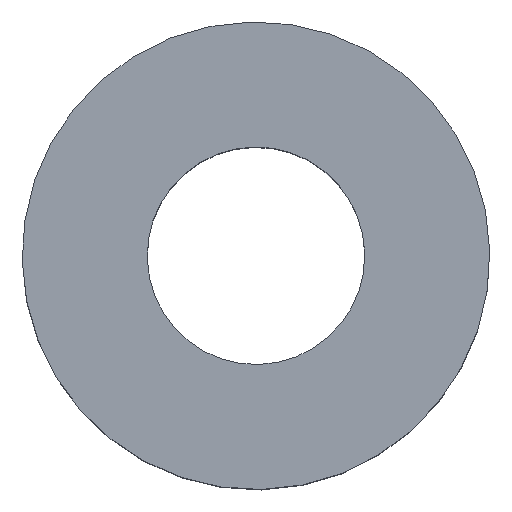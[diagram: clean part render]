
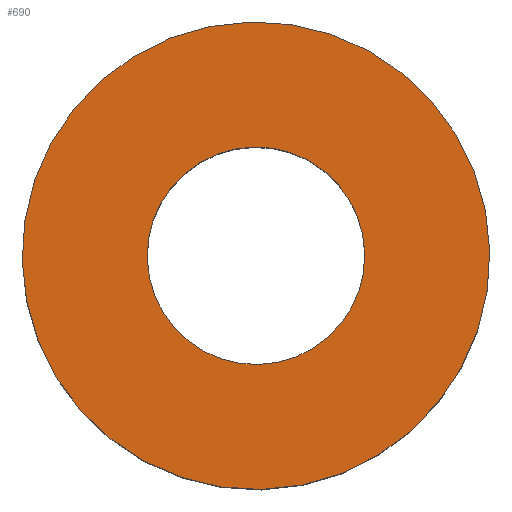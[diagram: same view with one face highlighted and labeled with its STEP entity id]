
A CAD part, top view. The second image highlights one B-rep face of the part: STEP entity #690.
In plain terms, the highlighted planar face has unit normal (0, 0, 1).
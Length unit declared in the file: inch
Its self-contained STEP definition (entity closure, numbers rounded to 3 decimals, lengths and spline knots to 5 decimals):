
#634=AXIS2_PLACEMENT_3D('Circle Axis2P3D',#632,#633,$) ;
#653=AXIS2_PLACEMENT_3D('Circle Axis2P3D',#651,#652,$) ;
#666=AXIS2_PLACEMENT_3D('Plane Axis2P3D',#663,#664,#665) ;
#674=AXIS2_PLACEMENT_3D('Circle Axis2P3D',#672,#673,$) ;
#683=AXIS2_PLACEMENT_3D('Circle Axis2P3D',#681,#682,$) ;
#629=CARTESIAN_POINT('Vertex',(5.15382,9.43401,11.75)) ;
#632=CARTESIAN_POINT('Axis2P3D Location',(0.,0.,11.75)) ;
#636=CARTESIAN_POINT('Vertex',(-5.15382,-9.43401,11.75)) ;
#651=CARTESIAN_POINT('Axis2P3D Location',(0.,0.,11.75)) ;
#663=CARTESIAN_POINT('Axis2P3D Location',(0.,10.75,11.75)) ;
#672=CARTESIAN_POINT('Axis2P3D Location',(0.,0.,11.75)) ;
#676=CARTESIAN_POINT('Vertex',(-2.39713,-4.38791,11.75)) ;
#678=CARTESIAN_POINT('Vertex',(2.39713,4.38791,11.75)) ;
#681=CARTESIAN_POINT('Axis2P3D Location',(0.,0.,11.75)) ;
#633=DIRECTION('Axis2P3D Direction',(0.,0.,-0.039)) ;
#652=DIRECTION('Axis2P3D Direction',(0.,0.,-0.039)) ;
#664=DIRECTION('Axis2P3D Direction',(0.,0.,-0.039)) ;
#665=DIRECTION('Axis2P3D XDirection',(0.039,0.,0.)) ;
#673=DIRECTION('Axis2P3D Direction',(0.,0.,-0.039)) ;
#682=DIRECTION('Axis2P3D Direction',(0.,0.,-0.039)) ;
#669=ORIENTED_EDGE('',*,*,#638,.F.) ;
#670=ORIENTED_EDGE('',*,*,#655,.F.) ;
#687=ORIENTED_EDGE('',*,*,#680,.T.) ;
#688=ORIENTED_EDGE('',*,*,#685,.T.) ;
#689=FACE_BOUND('',#686,.T.) ;
#690=ADVANCED_FACE('PartBody',(#671,#689),#667,.F.) ;
#635=CIRCLE('generated circle',#634,10.75) ;
#654=CIRCLE('generated circle',#653,10.75) ;
#675=CIRCLE('generated circle',#674,5.) ;
#684=CIRCLE('generated circle',#683,5.) ;
#638=EDGE_CURVE('',#630,#637,#635,.T.) ;
#655=EDGE_CURVE('',#637,#630,#654,.T.) ;
#680=EDGE_CURVE('',#677,#679,#675,.T.) ;
#685=EDGE_CURVE('',#679,#677,#684,.T.) ;
#668=EDGE_LOOP('',(#669,#670)) ;
#686=EDGE_LOOP('',(#687,#688)) ;
#671=FACE_OUTER_BOUND('',#668,.T.) ;
#667=PLANE('',#666) ;
#630=VERTEX_POINT('',#629) ;
#637=VERTEX_POINT('',#636) ;
#677=VERTEX_POINT('',#676) ;
#679=VERTEX_POINT('',#678) ;
